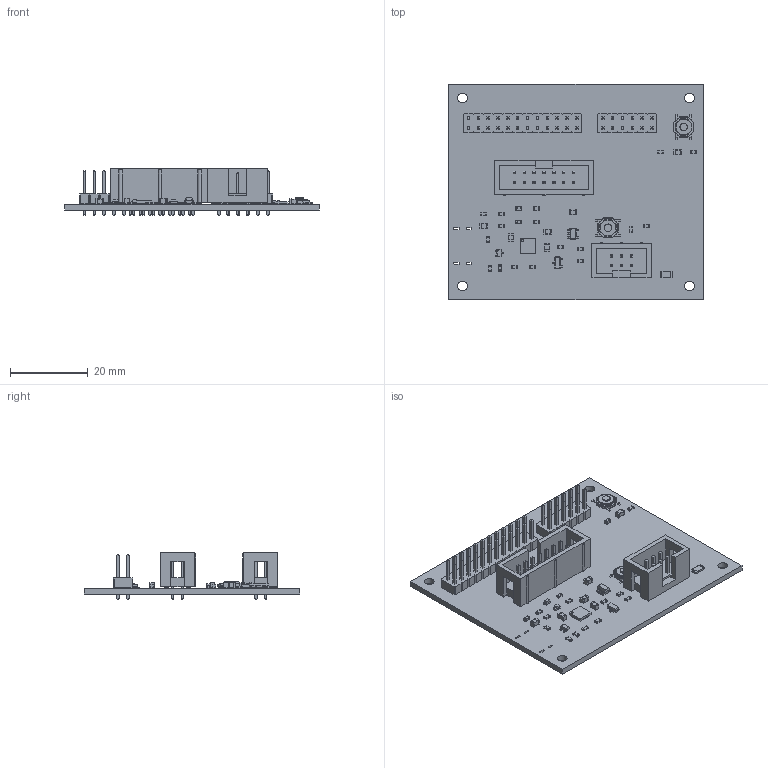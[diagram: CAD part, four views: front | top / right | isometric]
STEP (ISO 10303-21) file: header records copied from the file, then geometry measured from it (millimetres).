
FILE_DESCRIPTION(('KiCad electronic assembly'),'2;1');
FILE_NAME('IoT-Werkstatt_Band1.step','2026-01-21T08:39:50',('Pcbnew'),( 'Kicad'),'Open CASCADE STEP processor 7.9','KiCad to STEP converter' ,'Unknown');
FILE_SCHEMA(('AUTOMOTIVE_DESIGN { 1 0 10303 214 1 1 1 1 }'));
Length unit declared in the file: millimetre
Products named in the file (16): IoT-Werkstatt_Band1 1; LED_0603_1608Metric; R_0603_1608Metric; C_0603_1608Metric; C_0805_2012Metric; SOT-323_SC-70; SW_SPST_TL3342; Fuse_1206_3216Metric; SOT-23; SOT-23-5; IDC-Header_2x07_P2.54mm_Vertical; QFN-20-1EP_4x4mm_P0.5mm_EP2.5x2.5mm; IDC-Header_2x03_P2.54mm_Vertical; PinHeader_2x06_P2.54mm_Vertical; PinHeader_2x12_P2.54mm_Vertical; IoT-Werkstatt_Band1_PCB
Assembly tree (37 placements, depth 2):
  IoT-Werkstatt_Band1 1
    LED_0603_1608Metric  x2
    R_0603_1608Metric  x14
    C_0603_1608Metric  x3
    C_0805_2012Metric  x6
    SOT-323_SC-70
    SW_SPST_TL3342  x2
    Fuse_1206_3216Metric
    SOT-23
    SOT-23-5
    IDC-Header_2x07_P2.54mm_Vertical
    QFN-20-1EP_4x4mm_P0.5mm_EP2.5x2.5mm
    IDC-Header_2x03_P2.54mm_Vertical
    PinHeader_2x06_P2.54mm_Vertical
    PinHeader_2x12_P2.54mm_Vertical
    IoT-Werkstatt_Band1_PCB
Bounding box: 65.5 x 55.5 x 12.1 mm (x, y, z)
Volume: 7799.1 mm3; surface area: 12576.4 mm2
Topology: 37 solids, 39 shells, 2792 faces, 7030 edges, 4471 vertices
Faces by surface type: plane 2241, cylinder 469, bspline 80, torus 2
Full cylindrical faces by diameter (mm): 0.5 x1, 1 x68, 2 x2, 2.5 x4
Entity records: 73619 total; most frequent: CARTESIAN_POINT 11323, ORIENTED_EDGE 9984, DIRECTION 9339, EDGE_CURVE 4992, LINE 4383, VECTOR 4383, VERTEX_POINT 3142, AXIS2_PLACEMENT_3D 2478
